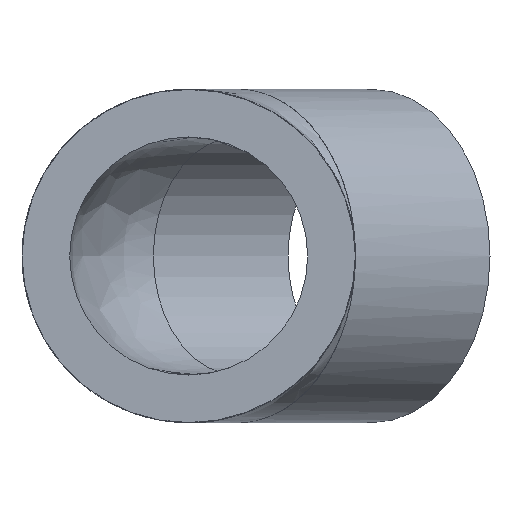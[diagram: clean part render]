
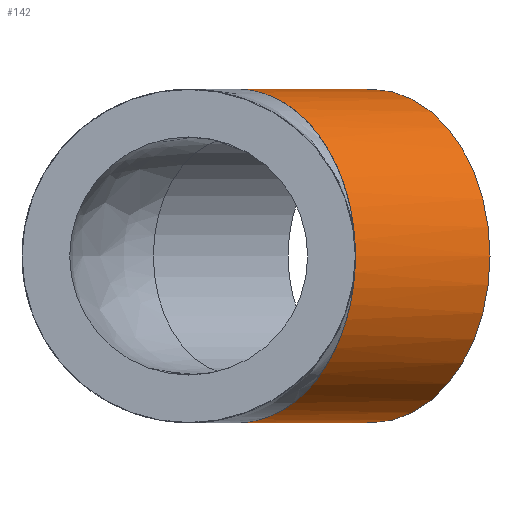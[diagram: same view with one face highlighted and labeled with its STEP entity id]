
A CAD part, left-side view. The second image highlights one B-rep face of the part: STEP entity #142.
In plain terms, the highlighted cylindrical face has radius 14 mm (diameter 28 mm), a full revolution.
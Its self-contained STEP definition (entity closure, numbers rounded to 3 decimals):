
#25=FACE_BOUND($,#52,.T.);
#33=CYLINDRICAL_SURFACE($,#165,14.);
#38=FACE_OUTER_BOUND($,#51,.T.);
#51=EDGE_LOOP($,(#123));
#52=EDGE_LOOP($,(#124));
#73=CIRCLE($,#166,14.);
#74=CIRCLE($,#167,14.);
#85=VERTEX_POINT($,#348);
#86=VERTEX_POINT($,#350);
#100=EDGE_CURVE($,#85,#85,#73,.T.);
#101=EDGE_CURVE($,#86,#86,#74,.T.);
#123=ORIENTED_EDGE($,*,*,#100,.T.);
#124=ORIENTED_EDGE($,*,*,#101,.T.);
#142=ADVANCED_FACE($,(#38,#25),#33,.T.);
#165=AXIS2_PLACEMENT_3D($,#347,#202,#203);
#166=AXIS2_PLACEMENT_3D($,#349,#204,#205);
#167=AXIS2_PLACEMENT_3D($,#351,#206,#207);
#202=DIRECTION('center_axis',(-0.707,0.707,0.));
#203=DIRECTION('ref_axis',(-0.707,-0.707,0.));
#204=DIRECTION('center_axis',(-0.707,0.707,0.));
#205=DIRECTION('ref_axis',(-0.707,-0.707,0.));
#206=DIRECTION('center_axis',(0.707,-0.707,0.));
#207=DIRECTION('ref_axis',(-0.707,-0.707,0.));
#347=CARTESIAN_POINT('Origin',(21.217,127.489,113.904));
#348=CARTESIAN_POINT('',(31.116,137.388,113.904));
#349=CARTESIAN_POINT('Origin',(21.217,127.489,113.904));
#350=CARTESIAN_POINT('',(19.803,148.702,113.904));
#351=CARTESIAN_POINT('Origin',(9.903,138.802,113.904));
